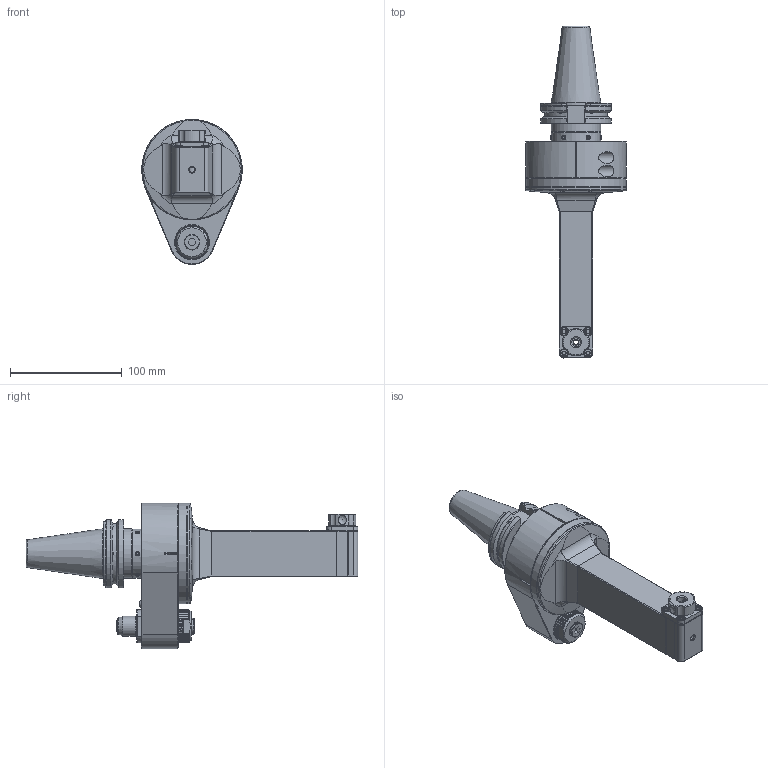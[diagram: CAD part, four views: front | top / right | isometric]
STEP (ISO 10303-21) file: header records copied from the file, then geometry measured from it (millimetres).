
FILE_DESCRIPTION(/* description */ (''),/* implementation_level */ '2;1');
FILE_NAME(/* name */ '9.G90.07L00-12C40-BP-EM8.stp',/* time_stamp */ '2025-10-01T11:02:38-04:00',/* author */ ('jkrenzer'),/* organization */ (''),/* preprocessor_version */ 'ST-DEVELOPER v18.1',/* originating_system */ 'Autodesk Inventor 2022',/* authorisation */ '');
FILE_SCHEMA (('AUTOMOTIVE_DESIGN { 1 0 10303 214 3 1 1 }'));
Length unit declared in the file: millimetre
Products named in the file (1): 9.G90.07L00-12C40-BP-EM8
Bounding box: 90 x 297.4 x 130 mm (x, y, z)
Volume: 593119.7 mm3; surface area: 137757.4 mm2
Topology: 3 solids, 6 shells, 1369 faces, 3521 edges, 2270 vertices
Faces by surface type: plane 788, cylinder 251, cone 243, bspline 60, torus 27
Full cylindrical faces by diameter (mm): 2.1 x2, 2.5 x6, 3 x6, 3.3 x10, 4 x11, 4.2 x4, 5 x5, 5.5 x1, 5.7 x2, 5.8 x6, 6 x1, 6.1 x1, 7 x8, 7.5 x4, 8 x1, 8.5 x3, 9 x2, 9.2 x1, 10 x6, 10.5 x2, 11 x1, 12 x1, 12.8 x1, 13 x1, 13.4 x1, 14 x2, 15 x1, 15.2 x1, 16.25 x1, 17 x1
Entity records: 47818 total; most frequent: CARTESIAN_POINT 14521, ORIENTED_EDGE 7006, DIRECTION 6825, EDGE_CURVE 3503, AXIS2_PLACEMENT_3D 2375, VERTEX_POINT 2270, LINE 2075, VECTOR 2075
